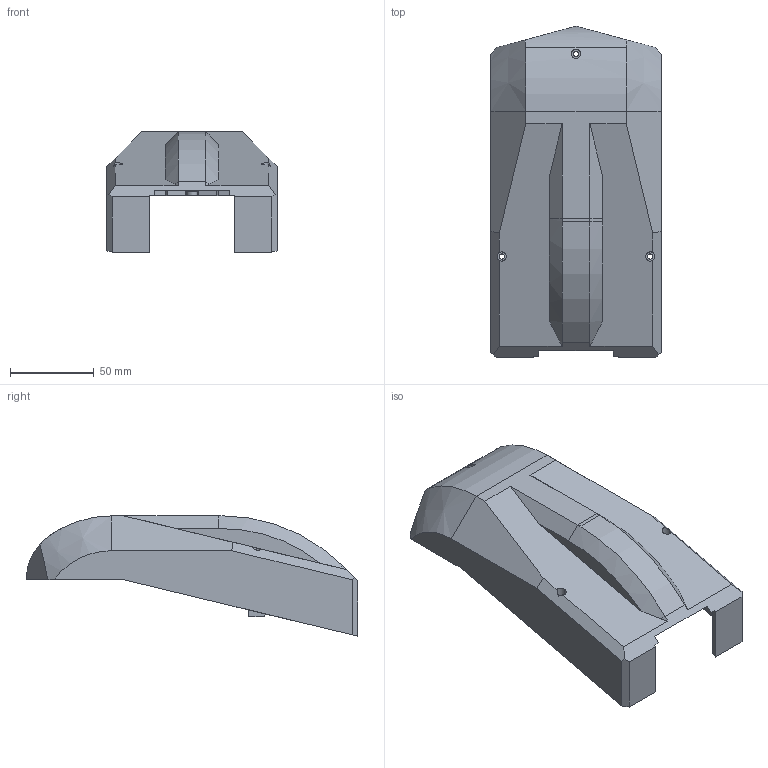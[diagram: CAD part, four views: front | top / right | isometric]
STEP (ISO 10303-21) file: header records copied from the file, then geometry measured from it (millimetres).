
FILE_DESCRIPTION (( 'STEP AP214' ), '1' );
FILE_NAME ('Project Titan_Chassis_Top.STEP', '2025-04-23T01:46:31', ( '' ), ( '' ), 'SwSTEP 2.0', 'SolidWorks 2024', '' );
FILE_SCHEMA (( 'AUTOMOTIVE_DESIGN' ));
Length unit declared in the file: inch
Products named in the file (1): Project Titan_Chassis_Top
Bounding box: 101.6 x 197.76 x 71.87 mm (x, y, z)
Volume: 117776.8 mm3; surface area: 77900.8 mm2
Topology: 2 solids, 2 shells, 139 faces, 375 edges, 243 vertices
Faces by surface type: plane 84, cylinder 34, bspline 11, cone 10
Entity records: 5022 total; most frequent: CARTESIAN_POINT 1675, ORIENTED_EDGE 750, DIRECTION 606, EDGE_CURVE 375, VERTEX_POINT 243, VECTOR 238, LINE 238, AXIS2_PLACEMENT_3D 184
